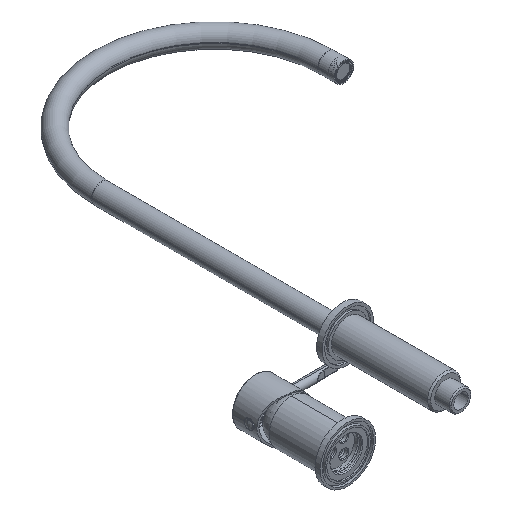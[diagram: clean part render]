
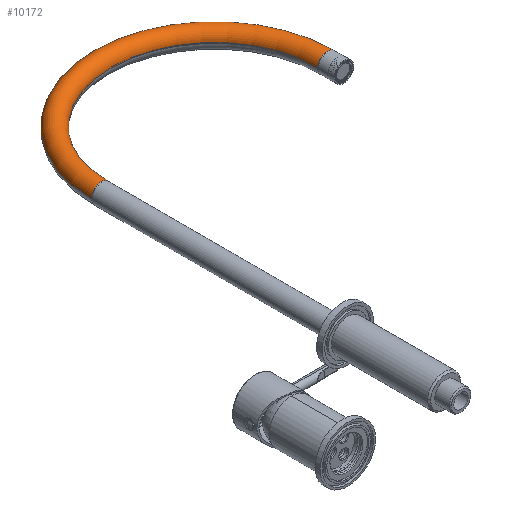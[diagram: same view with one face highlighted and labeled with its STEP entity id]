
A CAD part, isometric view. The second image highlights one B-rep face of the part: STEP entity #10172.
In plain terms, the highlighted toroidal (fillet/blend) face has major radius 110 mm and minor radius 9.5 mm.
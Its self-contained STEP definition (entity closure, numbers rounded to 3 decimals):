
#180 = EDGE_CURVE ( 'NONE', #8482, #8124, #7141, .T. ) ;
#342 = CARTESIAN_POINT ( 'NONE',  ( 229.5, 239.85, 100. ) ) ;
#1110 = ORIENTED_EDGE ( 'NONE', *, *, #2774, .F. ) ;
#1305 = CARTESIAN_POINT ( 'NONE',  ( 220., 239.85, 100. ) ) ;
#1833 = DIRECTION ( 'NONE',  ( -1., 0., 0. ) ) ;
#2126 = CARTESIAN_POINT ( 'NONE',  ( 110., 239.85, 100. ) ) ;
#2774 = EDGE_CURVE ( 'NONE', #8296, #5090, #7473, .T. ) ;
#3157 = DIRECTION ( 'NONE',  ( 0., 0., -1. ) ) ;
#3299 = CARTESIAN_POINT ( 'NONE',  ( 0., 239.85, 100. ) ) ;
#4385 = CARTESIAN_POINT ( 'NONE',  ( 110., 239.85, 100. ) ) ;
#4680 = DIRECTION ( 'NONE',  ( -1., 0., 0. ) ) ;
#4705 = CARTESIAN_POINT ( 'NONE',  ( -9.5, 239.85, 100. ) ) ;
#4715 = ORIENTED_EDGE ( 'NONE', *, *, #180, .T. ) ;
#5041 = AXIS2_PLACEMENT_3D ( 'NONE', #3299, #14494, #12030 ) ;
#5090 = VERTEX_POINT ( 'NONE', #9077 ) ;
#5744 = ORIENTED_EDGE ( 'NONE', *, *, #5779, .T. ) ;
#5779 = EDGE_CURVE ( 'NONE', #8124, #5090, #14810, .T. ) ;
#5835 = DIRECTION ( 'NONE',  ( 0., 0., -1. ) ) ;
#6182 = ORIENTED_EDGE ( 'NONE', *, *, #12547, .F. ) ;
#6490 = TOROIDAL_SURFACE ( 'NONE', #15690, 110., 9.5 ) ;
#6844 = CARTESIAN_POINT ( 'NONE',  ( 110., 239.85, 100. ) ) ;
#7141 = CIRCLE ( 'NONE', #5041, 9.5 ) ;
#7176 = FACE_OUTER_BOUND ( 'NONE', #15212, .T. ) ;
#7473 = CIRCLE ( 'NONE', #10359, 9.5 ) ;
#8124 = VERTEX_POINT ( 'NONE', #15196 ) ;
#8173 = DIRECTION ( 'NONE',  ( -1., 0., 0. ) ) ;
#8296 = VERTEX_POINT ( 'NONE', #342 ) ;
#8482 = VERTEX_POINT ( 'NONE', #4705 ) ;
#9077 = CARTESIAN_POINT ( 'NONE',  ( 210.5, 239.85, 100. ) ) ;
#10172 = ADVANCED_FACE ( 'NONE', ( #7176 ), #6490, .T. ) ;
#10359 = AXIS2_PLACEMENT_3D ( 'NONE', #1305, #13901, #12659 ) ;
#10711 = AXIS2_PLACEMENT_3D ( 'NONE', #4385, #3157, #8173 ) ;
#10951 = CIRCLE ( 'NONE', #10711, 119.5 ) ;
#11397 = AXIS2_PLACEMENT_3D ( 'NONE', #2126, #5835, #4680 ) ;
#11877 = DIRECTION ( 'NONE',  ( 0., 0., -1. ) ) ;
#12030 = DIRECTION ( 'NONE',  ( 0., 0., 1. ) ) ;
#12547 = EDGE_CURVE ( 'NONE', #8482, #8296, #10951, .T. ) ;
#12659 = DIRECTION ( 'NONE',  ( 0., 0., 1. ) ) ;
#13901 = DIRECTION ( 'NONE',  ( 0., -1., 0. ) ) ;
#14494 = DIRECTION ( 'NONE',  ( 0., 1., 0. ) ) ;
#14810 = CIRCLE ( 'NONE', #11397, 100.5 ) ;
#15196 = CARTESIAN_POINT ( 'NONE',  ( 9.5, 239.85, 100. ) ) ;
#15212 = EDGE_LOOP ( 'NONE', ( #6182, #4715, #5744, #1110 ) ) ;
#15690 = AXIS2_PLACEMENT_3D ( 'NONE', #6844, #11877, #1833 ) ;
